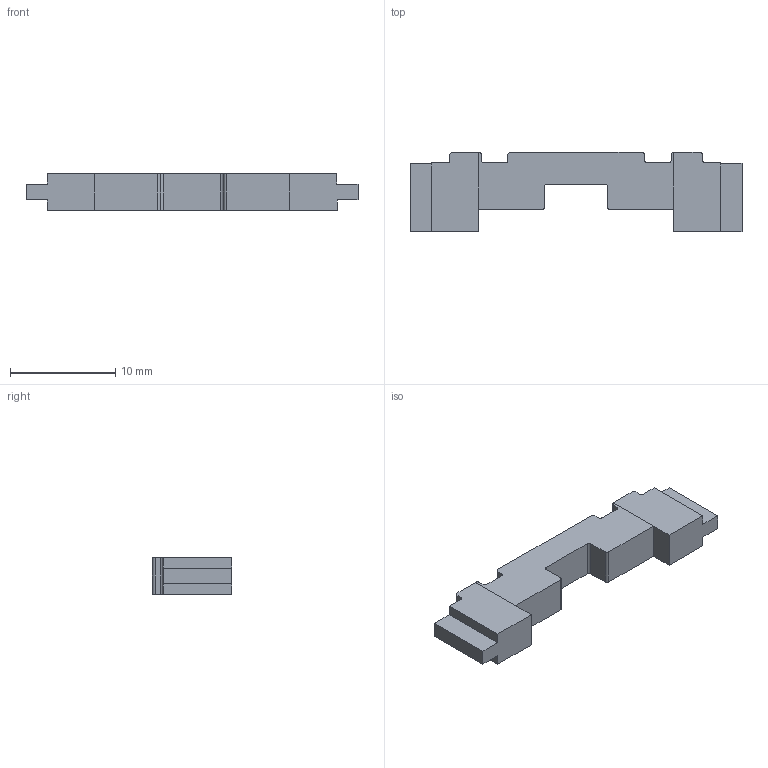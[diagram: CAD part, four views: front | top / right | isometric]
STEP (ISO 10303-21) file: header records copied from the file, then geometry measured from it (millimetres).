
FILE_DESCRIPTION(/* description */ (''),/* implementation_level */ '2;1');
FILE_NAME(/* name */ 'Enabled_Controller_Battery_Wall.step',/* time_stamp */ '2021-09-01T22:31:49-07:00',/* author */ (''),/* organization */ (''),/* preprocessor_version */ 'ST-DEVELOPER v18.1',/* originating_system */ 'Autodesk Translation Framework v10.10.0.1391',/* authorisation */ '');
FILE_SCHEMA (('AUTOMOTIVE_DESIGN { 1 0 10303 214 3 1 1 }'));
Length unit declared in the file: millimetre
Products named in the file (2): Enabled_Controller_Battery_Wall; Plastic Case
Assembly tree (1 placements, depth 2):
  Enabled_Controller_Battery_Wall
    Plastic Case
Bounding box: 31.5 x 7.5 x 3.5 mm (x, y, z)
Volume: 544.8 mm3; surface area: 637.5 mm2
Topology: 1 solids, 1 shells, 54 faces, 152 edges, 100 vertices
Faces by surface type: plane 38, cylinder 16
Entity records: 1798 total; most frequent: CARTESIAN_POINT 309, ORIENTED_EDGE 304, DIRECTION 300, EDGE_CURVE 152, LINE 118, VECTOR 118, VERTEX_POINT 100, AXIS2_PLACEMENT_3D 91
